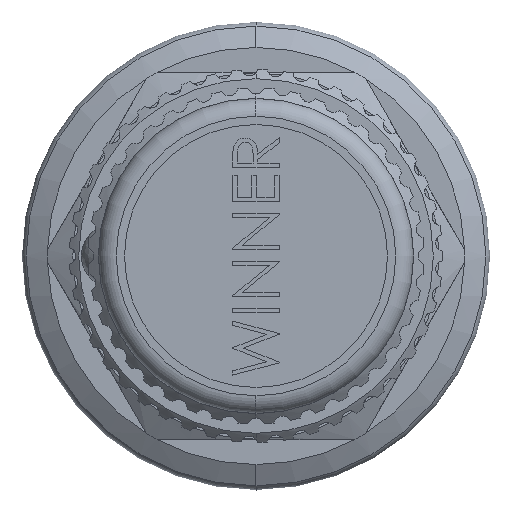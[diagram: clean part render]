
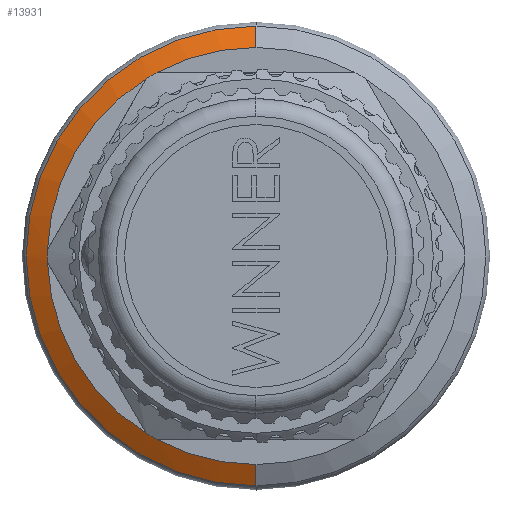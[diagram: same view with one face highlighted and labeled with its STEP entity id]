
A CAD part, left-side view. The second image highlights one B-rep face of the part: STEP entity #13931.
In plain terms, the highlighted conical face has half-angle 60 degrees and reference radius 18 mm.
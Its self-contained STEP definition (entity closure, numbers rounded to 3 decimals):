
#15 = CARTESIAN_POINT ( 'NONE',  ( 35.65, 0., 0. ) ) ;
#113 = DIRECTION ( 'NONE',  ( 1., 0., 0. ) ) ;
#1180 = CARTESIAN_POINT ( 'NONE',  ( 35.65, 9.461, 15.313 ) ) ;
#1558 = VECTOR ( 'NONE', #18145, 1000. ) ;
#1566 = EDGE_CURVE ( 'NONE', #7576, #6495, #24640, .T. ) ;
#1605 = CIRCLE ( 'NONE', #11479, 18. ) ;
#2148 = EDGE_CURVE ( 'NONE', #8794, #4039, #4500, .T. ) ;
#2466 = DIRECTION ( 'NONE',  ( 0., 0., -1. ) ) ;
#2566 = CIRCLE ( 'NONE', #26849, 18. ) ;
#3780 = ORIENTED_EDGE ( 'NONE', *, *, #14750, .T. ) ;
#3813 = VECTOR ( 'NONE', #12725, 1000. ) ;
#4039 = VERTEX_POINT ( 'NONE', #21690 ) ;
#4500 = CIRCLE ( 'NONE', #23321, 18. ) ;
#5528 = LINE ( 'NONE', #17976, #1558 ) ;
#6043 = DIRECTION ( 'NONE',  ( 1., 0., 0. ) ) ;
#6073 = CARTESIAN_POINT ( 'NONE',  ( 36.709, 0., -19.835 ) ) ;
#6217 = DIRECTION ( 'NONE',  ( 0., 0., -1. ) ) ;
#6495 = VERTEX_POINT ( 'NONE', #7403 ) ;
#6546 = VERTEX_POINT ( 'NONE', #6073 ) ;
#7067 = ORIENTED_EDGE ( 'NONE', *, *, #13507, .T. ) ;
#7403 = CARTESIAN_POINT ( 'NONE',  ( 35.65, 8.531, -15.85 ) ) ;
#7444 = DIRECTION ( 'NONE',  ( 0., 0., -1. ) ) ;
#7576 = VERTEX_POINT ( 'NONE', #17164 ) ;
#7610 = DIRECTION ( 'NONE',  ( 1., 0., 0. ) ) ;
#7842 = CIRCLE ( 'NONE', #18640, 18. ) ;
#8291 = DIRECTION ( 'NONE',  ( 1., 0., 0. ) ) ;
#8507 = CIRCLE ( 'NONE', #26996, 18. ) ;
#8794 = VERTEX_POINT ( 'NONE', #14758 ) ;
#10599 = DIRECTION ( 'NONE',  ( 1., 0., 0. ) ) ;
#10677 = VERTEX_POINT ( 'NONE', #18607 ) ;
#11160 = AXIS2_PLACEMENT_3D ( 'NONE', #21141, #23337, #21343 ) ;
#11309 = ORIENTED_EDGE ( 'NONE', *, *, #1566, .T. ) ;
#11479 = AXIS2_PLACEMENT_3D ( 'NONE', #26211, #14291, #20577 ) ;
#12725 = DIRECTION ( 'NONE',  ( 0.5, 0., 0.866 ) ) ;
#13507 = EDGE_CURVE ( 'NONE', #23194, #8794, #1605, .T. ) ;
#13735 = CARTESIAN_POINT ( 'NONE',  ( 35.65, 9.461, -15.313 ) ) ;
#13931 = ADVANCED_FACE ( 'NONE', ( #20453 ), #24100, .T. ) ;
#14291 = DIRECTION ( 'NONE',  ( 1., 0., 0. ) ) ;
#14326 = ORIENTED_EDGE ( 'NONE', *, *, #19166, .T. ) ;
#14539 = EDGE_CURVE ( 'NONE', #7576, #6546, #5528, .T. ) ;
#14750 = EDGE_CURVE ( 'NONE', #24244, #18403, #8507, .T. ) ;
#14758 = CARTESIAN_POINT ( 'NONE',  ( 35.65, 17.992, -0.537 ) ) ;
#14993 = ORIENTED_EDGE ( 'NONE', *, *, #26786, .T. ) ;
#15613 = DIRECTION ( 'NONE',  ( 1., 0., 0. ) ) ;
#16251 = EDGE_CURVE ( 'NONE', #6495, #23194, #2566, .T. ) ;
#16499 = EDGE_CURVE ( 'NONE', #4039, #24244, #23050, .T. ) ;
#16623 = AXIS2_PLACEMENT_3D ( 'NONE', #15, #113, #20809 ) ;
#16817 = CARTESIAN_POINT ( 'NONE',  ( 35.65, 0., 0. ) ) ;
#16936 = CARTESIAN_POINT ( 'NONE',  ( 35.65, 0., 0. ) ) ;
#17164 = CARTESIAN_POINT ( 'NONE',  ( 35.65, 0., -18. ) ) ;
#17976 = CARTESIAN_POINT ( 'NONE',  ( 35.65, 0., -18. ) ) ;
#18145 = DIRECTION ( 'NONE',  ( 0.5, 0., -0.866 ) ) ;
#18403 = VERTEX_POINT ( 'NONE', #21466 ) ;
#18607 = CARTESIAN_POINT ( 'NONE',  ( 35.65, 0., 18. ) ) ;
#18640 = AXIS2_PLACEMENT_3D ( 'NONE', #16817, #10599, #6217 ) ;
#18737 = CARTESIAN_POINT ( 'NONE',  ( 35.65, 0., 0. ) ) ;
#19166 = EDGE_CURVE ( 'NONE', #10677, #24070, #19377, .T. ) ;
#19315 = CARTESIAN_POINT ( 'NONE',  ( 36.709, 0., 19.835 ) ) ;
#19341 = ORIENTED_EDGE ( 'NONE', *, *, #16499, .T. ) ;
#19377 = LINE ( 'NONE', #21444, #3813 ) ;
#19538 = ORIENTED_EDGE ( 'NONE', *, *, #16251, .T. ) ;
#19608 = ORIENTED_EDGE ( 'NONE', *, *, #26939, .F. ) ;
#19943 = DIRECTION ( 'NONE',  ( 0., 0., -1. ) ) ;
#20453 = FACE_OUTER_BOUND ( 'NONE', #21259, .T. ) ;
#20577 = DIRECTION ( 'NONE',  ( 0., 0., -1. ) ) ;
#20809 = DIRECTION ( 'NONE',  ( 0., 0., -1. ) ) ;
#20869 = DIRECTION ( 'NONE',  ( 0., 0., -1. ) ) ;
#20967 = AXIS2_PLACEMENT_3D ( 'NONE', #22085, #15613, #19943 ) ;
#21141 = CARTESIAN_POINT ( 'NONE',  ( 35.65, 0., 0. ) ) ;
#21259 = EDGE_LOOP ( 'NONE', ( #14993, #14326, #19608, #24270, #11309, #19538, #7067, #25774, #19341, #3780 ) ) ;
#21343 = DIRECTION ( 'NONE',  ( 0., 0., -1. ) ) ;
#21444 = CARTESIAN_POINT ( 'NONE',  ( 35.65, 0., 18. ) ) ;
#21466 = CARTESIAN_POINT ( 'NONE',  ( 35.65, 8.531, 15.85 ) ) ;
#21690 = CARTESIAN_POINT ( 'NONE',  ( 35.65, 17.992, 0.537 ) ) ;
#22085 = CARTESIAN_POINT ( 'NONE',  ( 36.709, 0., 0. ) ) ;
#22364 = CARTESIAN_POINT ( 'NONE',  ( 35.65, 0., 0. ) ) ;
#23050 = CIRCLE ( 'NONE', #11160, 18. ) ;
#23194 = VERTEX_POINT ( 'NONE', #13735 ) ;
#23321 = AXIS2_PLACEMENT_3D ( 'NONE', #18737, #6043, #20869 ) ;
#23337 = DIRECTION ( 'NONE',  ( 1., 0., 0. ) ) ;
#23542 = CARTESIAN_POINT ( 'NONE',  ( 35.65, 0., 0. ) ) ;
#23731 = DIRECTION ( 'NONE',  ( 1., 0., 0. ) ) ;
#24070 = VERTEX_POINT ( 'NONE', #19315 ) ;
#24100 = CONICAL_SURFACE ( 'NONE', #25070, 18., 1.047 ) ;
#24244 = VERTEX_POINT ( 'NONE', #1180 ) ;
#24270 = ORIENTED_EDGE ( 'NONE', *, *, #14539, .F. ) ;
#24640 = CIRCLE ( 'NONE', #16623, 18. ) ;
#24735 = CIRCLE ( 'NONE', #20967, 19.835 ) ;
#25070 = AXIS2_PLACEMENT_3D ( 'NONE', #16936, #8291, #25302 ) ;
#25302 = DIRECTION ( 'NONE',  ( 0., 0., -1. ) ) ;
#25774 = ORIENTED_EDGE ( 'NONE', *, *, #2148, .T. ) ;
#26211 = CARTESIAN_POINT ( 'NONE',  ( 35.65, 0., 0. ) ) ;
#26786 = EDGE_CURVE ( 'NONE', #18403, #10677, #7842, .T. ) ;
#26849 = AXIS2_PLACEMENT_3D ( 'NONE', #22364, #7610, #7444 ) ;
#26939 = EDGE_CURVE ( 'NONE', #6546, #24070, #24735, .T. ) ;
#26996 = AXIS2_PLACEMENT_3D ( 'NONE', #23542, #23731, #2466 ) ;
